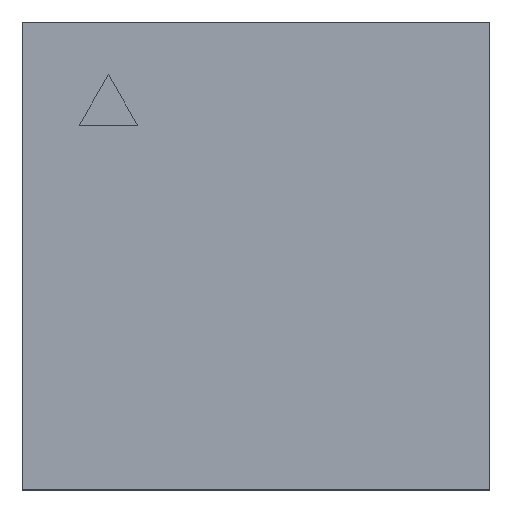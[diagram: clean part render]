
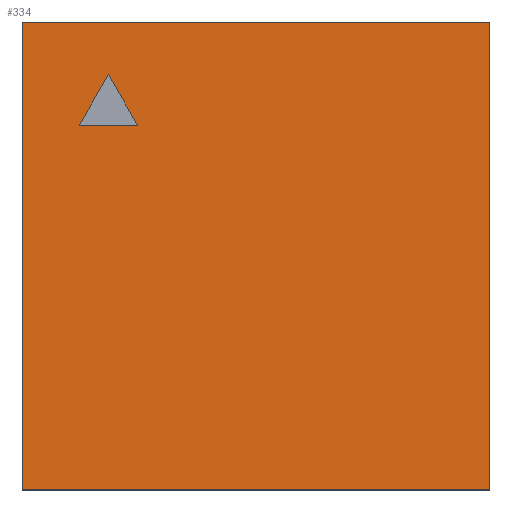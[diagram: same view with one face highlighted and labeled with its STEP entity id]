
A CAD part, top view. The second image highlights one B-rep face of the part: STEP entity #334.
In plain terms, the highlighted planar face has unit normal (0, 0, 1).
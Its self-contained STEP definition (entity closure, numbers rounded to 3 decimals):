
#14=FACE_BOUND('',#40,.T.);
#26=FACE_OUTER_BOUND('',#39,.T.);
#39=EDGE_LOOP('',(#279,#280,#281,#282));
#40=EDGE_LOOP('',(#283,#284,#285));
#42=LINE('',#440,#87);
#43=LINE('',#442,#88);
#44=LINE('',#443,#89);
#58=LINE('',#473,#103);
#77=LINE('',#514,#122);
#80=LINE('',#519,#125);
#86=LINE('',#527,#131);
#87=VECTOR('',#367,10.);
#88=VECTOR('',#368,10.);
#89=VECTOR('',#369,10.);
#103=VECTOR('',#385,10.);
#122=VECTOR('',#418,10.);
#125=VECTOR('',#423,10.);
#131=VECTOR('',#431,10.);
#132=VERTEX_POINT('',#438);
#133=VERTEX_POINT('',#439);
#134=VERTEX_POINT('',#441);
#148=VERTEX_POINT('',#470);
#149=VERTEX_POINT('',#472);
#164=VERTEX_POINT('',#513);
#165=VERTEX_POINT('',#518);
#167=EDGE_CURVE('',#132,#133,#42,.T.);
#168=EDGE_CURVE('',#134,#132,#43,.T.);
#169=EDGE_CURVE('',#133,#134,#44,.T.);
#183=EDGE_CURVE('',#149,#148,#58,.T.);
#202=EDGE_CURVE('',#164,#149,#77,.T.);
#205=EDGE_CURVE('',#165,#164,#80,.T.);
#211=EDGE_CURVE('',#148,#165,#86,.T.);
#279=ORIENTED_EDGE('',*,*,#211,.T.);
#280=ORIENTED_EDGE('',*,*,#205,.T.);
#281=ORIENTED_EDGE('',*,*,#202,.T.);
#282=ORIENTED_EDGE('',*,*,#183,.T.);
#283=ORIENTED_EDGE('',*,*,#167,.T.);
#284=ORIENTED_EDGE('',*,*,#169,.T.);
#285=ORIENTED_EDGE('',*,*,#168,.T.);
#313=PLANE('',#361);
#334=ADVANCED_FACE('',(#26,#14),#313,.T.);
#361=AXIS2_PLACEMENT_3D('',#528,#432,#433);
#367=DIRECTION('',(0.5,-0.866,0.));
#368=DIRECTION('',(0.5,0.866,0.));
#369=DIRECTION('',(-1.,0.,0.));
#385=DIRECTION('',(0.,1.,0.));
#418=DIRECTION('',(1.,0.,0.));
#423=DIRECTION('',(0.,-1.,0.));
#431=DIRECTION('',(-1.,0.,0.));
#432=DIRECTION('center_axis',(0.,0.,1.));
#433=DIRECTION('ref_axis',(1.,0.,0.));
#438=CARTESIAN_POINT('',(-0.505,0.62,0.55));
#439=CARTESIAN_POINT('',(-0.405,0.447,0.55));
#440=CARTESIAN_POINT('',(-0.257,0.192,0.55));
#441=CARTESIAN_POINT('',(-0.605,0.447,0.55));
#442=CARTESIAN_POINT('',(-0.576,0.497,0.55));
#443=CARTESIAN_POINT('',(-0.302,0.447,0.55));
#470=CARTESIAN_POINT('',(0.8,0.8,0.55));
#472=CARTESIAN_POINT('',(0.8,-0.8,0.55));
#473=CARTESIAN_POINT('',(0.8,0.8,0.55));
#513=CARTESIAN_POINT('',(-0.8,-0.8,0.55));
#514=CARTESIAN_POINT('',(0.8,-0.8,0.55));
#518=CARTESIAN_POINT('',(-0.8,0.8,0.55));
#519=CARTESIAN_POINT('',(-0.8,-0.8,0.55));
#527=CARTESIAN_POINT('',(-0.8,0.8,0.55));
#528=CARTESIAN_POINT('Origin',(0.,0.,0.55));
